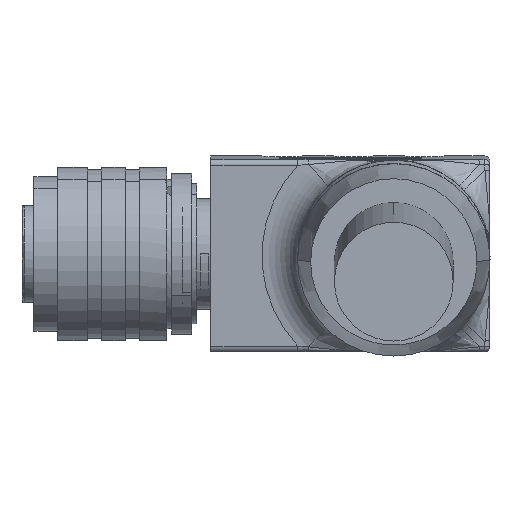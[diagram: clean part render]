
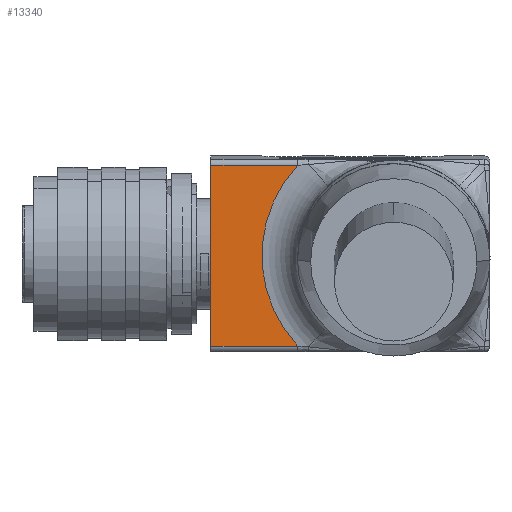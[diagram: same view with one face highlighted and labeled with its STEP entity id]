
A CAD part, front view. The second image highlights one B-rep face of the part: STEP entity #13340.
In plain terms, the highlighted planar face has unit normal (0, -1, -0.017).
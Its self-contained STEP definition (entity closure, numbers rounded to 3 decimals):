
#3271=CARTESIAN_POINT('',(25.142,-10.057,16.464));
#3272=DIRECTION('',(0.,1.,0.017));
#3273=DIRECTION('',(-0.728,0.011,-0.685));
#3274=AXIS2_PLACEMENT_3D('',#3271,#3272,#3273);
#3279=CARTESIAN_POINT('',(17.06,-10.184,24.071));
#3296=DIRECTION('',(0.,-0.017,1.));
#3297=VECTOR('',#3296,15.217);
#3298=CARTESIAN_POINT('',(9.742,-9.931,8.857));
#3299=LINE('',#3298,#3297);
#3300=DIRECTION('',(-1.,0.,0.));
#3301=VECTOR('',#3300,7.318);
#3302=CARTESIAN_POINT('',(17.06,-10.184,24.071));
#3303=LINE('',#3302,#3301);
#4243=DIRECTION('',(1.,0.,0.));
#4244=VECTOR('',#4243,7.318);
#4245=CARTESIAN_POINT('',(9.742,-9.931,8.857));
#4246=LINE('',#4245,#4244);
#6858=CARTESIAN_POINT('',(9.742,-9.931,8.857));
#6859=VERTEX_POINT('',#6858);
#6860=CARTESIAN_POINT('',(9.742,-10.184,24.071));
#6861=VERTEX_POINT('',#6860);
#6904=CARTESIAN_POINT('',(17.06,-9.931,8.857));
#6905=VERTEX_POINT('',#6904);
#6915=VERTEX_POINT('',#3279);
#13327=CARTESIAN_POINT('',(13.401,-10.057,
16.464));
#13328=DIRECTION('',(0.,1.,0.017));
#13329=DIRECTION('',(-1.,0.,0.));
#13330=AXIS2_PLACEMENT_3D('',#13327,#13328,#13329);
#13331=PLANE('',#13330);
#13332=ORIENTED_EDGE('',*,*,#13009,.T.);
#13334=ORIENTED_EDGE('',*,*,#13333,.F.);
#13335=ORIENTED_EDGE('',*,*,#13312,.F.);
#13337=ORIENTED_EDGE('',*,*,#13336,.F.);
#13338=EDGE_LOOP('',(#13332,#13334,#13335,#13337));
#13339=FACE_OUTER_BOUND('',#13338,.F.);
#3275=CIRCLE('',#3274,11.1);
#13009=EDGE_CURVE('',#6859,#6861,#3299,.T.);
#13312=EDGE_CURVE('',#6905,#6915,#3275,.T.);
#13333=EDGE_CURVE('',#6915,#6861,#3303,.T.);
#13336=EDGE_CURVE('',#6859,#6905,#4246,.T.);
#13340=ADVANCED_FACE('',(#13339),#13331,.F.);
